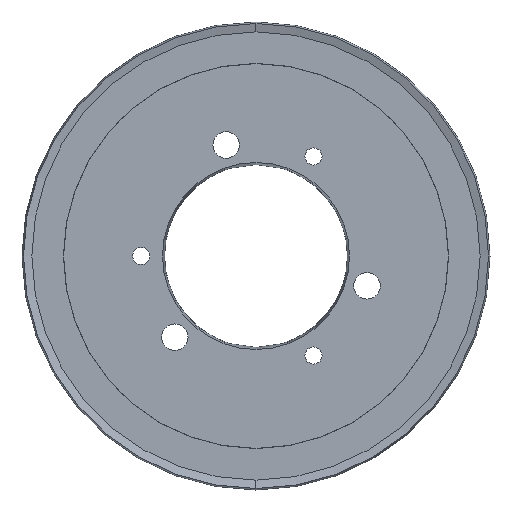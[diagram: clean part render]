
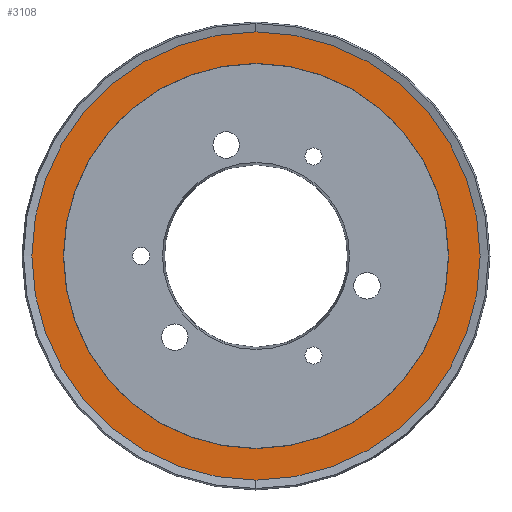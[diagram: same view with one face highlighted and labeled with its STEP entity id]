
A CAD part, left-side view. The second image highlights one B-rep face of the part: STEP entity #3108.
In plain terms, the highlighted planar face has unit normal (-1, 0, 0).
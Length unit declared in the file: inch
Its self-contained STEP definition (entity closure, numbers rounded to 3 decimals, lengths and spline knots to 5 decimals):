
#281 = AXIS2_PLACEMENT_3D ( 'NONE', #5279, #4166, #948 ) ;
#363 = AXIS2_PLACEMENT_3D ( 'NONE', #12535, #10265, #5973 ) ;
#480 = AXIS2_PLACEMENT_3D ( 'NONE', #11303, #11773, #2245 ) ;
#948 = DIRECTION ( 'NONE',  ( 0., 0., -1. ) ) ;
#1936 = EDGE_CURVE ( 'NONE', #10090, #6272, #4607, .T. ) ;
#2245 = DIRECTION ( 'NONE',  ( 0., 0., 1. ) ) ;
#2355 = CARTESIAN_POINT ( 'NONE',  ( 1.69325, 2.61652, 1.77685 ) ) ;
#2358 = ORIENTED_EDGE ( 'NONE', *, *, #1936, .F. ) ;
#2753 = DIRECTION ( 'NONE',  ( 0., 0., 1. ) ) ;
#2887 = AXIS2_PLACEMENT_3D ( 'NONE', #6180, #6572, #11251 ) ;
#3108 = ADVANCED_FACE ( 'NONE', ( #11022, #6438 ), #7431, .F. ) ;
#3517 = EDGE_CURVE ( 'NONE', #9313, #6691, #4903, .T. ) ;
#3911 = CARTESIAN_POINT ( 'NONE',  ( 1.69325, 2.61652, 6.65018 ) ) ;
#4166 = DIRECTION ( 'NONE',  ( 1., 0., 0. ) ) ;
#4607 = CIRCLE ( 'NONE', #363, 2.252 ) ;
#4903 = CIRCLE ( 'NONE', #2887, 2.62133 ) ;
#5279 = CARTESIAN_POINT ( 'NONE',  ( 1.69325, 4.86852, 4.02885 ) ) ;
#5428 = ORIENTED_EDGE ( 'NONE', *, *, #5852, .T. ) ;
#5852 = EDGE_CURVE ( 'NONE', #6691, #9313, #11794, .T. ) ;
#5973 = DIRECTION ( 'NONE',  ( 0., 0., 1. ) ) ;
#6180 = CARTESIAN_POINT ( 'NONE',  ( 1.69325, 2.61652, 4.02885 ) ) ;
#6272 = VERTEX_POINT ( 'NONE', #6445 ) ;
#6438 = FACE_OUTER_BOUND ( 'NONE', #13781, .T. ) ;
#6445 = CARTESIAN_POINT ( 'NONE',  ( 1.69325, 2.61652, 6.28085 ) ) ;
#6572 = DIRECTION ( 'NONE',  ( -1., 0., 0. ) ) ;
#6673 = ORIENTED_EDGE ( 'NONE', *, *, #3517, .T. ) ;
#6691 = VERTEX_POINT ( 'NONE', #3911 ) ;
#7032 = AXIS2_PLACEMENT_3D ( 'NONE', #13534, #11551, #2753 ) ;
#7269 = ORIENTED_EDGE ( 'NONE', *, *, #8035, .F. ) ;
#7431 = PLANE ( 'NONE',  #281 ) ;
#8035 = EDGE_CURVE ( 'NONE', #6272, #10090, #12916, .T. ) ;
#9313 = VERTEX_POINT ( 'NONE', #12243 ) ;
#10090 = VERTEX_POINT ( 'NONE', #2355 ) ;
#10265 = DIRECTION ( 'NONE',  ( -1., 0., 0. ) ) ;
#10278 = EDGE_LOOP ( 'NONE', ( #7269, #2358 ) ) ;
#11022 = FACE_BOUND ( 'NONE', #10278, .T. ) ;
#11251 = DIRECTION ( 'NONE',  ( 0., 0., 1. ) ) ;
#11303 = CARTESIAN_POINT ( 'NONE',  ( 1.69325, 2.61652, 4.02885 ) ) ;
#11551 = DIRECTION ( 'NONE',  ( -1., 0., 0. ) ) ;
#11773 = DIRECTION ( 'NONE',  ( -1., 0., 0. ) ) ;
#11794 = CIRCLE ( 'NONE', #480, 2.62133 ) ;
#12243 = CARTESIAN_POINT ( 'NONE',  ( 1.69325, 2.61652, 1.40751 ) ) ;
#12535 = CARTESIAN_POINT ( 'NONE',  ( 1.69325, 2.61652, 4.02885 ) ) ;
#12916 = CIRCLE ( 'NONE', #7032, 2.252 ) ;
#13534 = CARTESIAN_POINT ( 'NONE',  ( 1.69325, 2.61652, 4.02885 ) ) ;
#13781 = EDGE_LOOP ( 'NONE', ( #5428, #6673 ) ) ;
